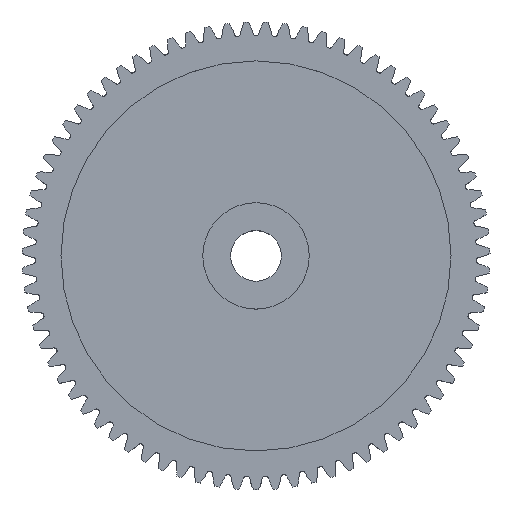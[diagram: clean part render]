
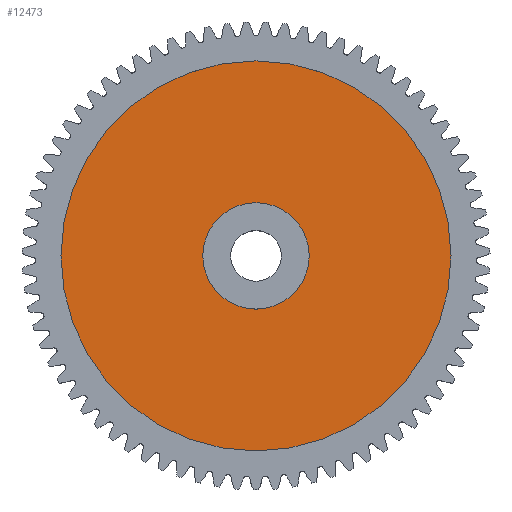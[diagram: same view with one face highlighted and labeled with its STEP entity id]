
A CAD part, top view. The second image highlights one B-rep face of the part: STEP entity #12473.
In plain terms, the highlighted planar face has unit normal (0, 0, 1).
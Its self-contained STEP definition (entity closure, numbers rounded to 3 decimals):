
#6632 = DIRECTION ( 'NONE',  ( -1., 0., 0. ) ) ;
#6633 = DIRECTION ( 'NONE',  ( 0., 0., -1. ) ) ;
#6634 = CARTESIAN_POINT ( 'NONE',  ( 0., 0., 7.75 ) ) ;
#6635 = AXIS2_PLACEMENT_3D ( 'NONE', #6634, #6633, #6632 ) ;
#6642 = CIRCLE ( 'NONE', #6635, 38.5 ) ;
#8104 = DIRECTION ( 'NONE',  ( -1., 0., 0. ) ) ;
#8105 = DIRECTION ( 'NONE',  ( 0., 0., -1. ) ) ;
#8106 = CARTESIAN_POINT ( 'NONE',  ( 0., 0., 7.75 ) ) ;
#8107 = DIRECTION ( 'NONE',  ( 0., 0., -1. ) ) ;
#8108 = CARTESIAN_POINT ( 'NONE',  ( 0., 0., 7.75 ) ) ;
#8109 = CIRCLE ( 'NONE', #8126, 10.5 ) ;
#8126 = AXIS2_PLACEMENT_3D ( 'NONE', #8106, #8105, #8104 ) ;
#8146 = DIRECTION ( 'NONE',  ( -1., 0., 0. ) ) ;
#8149 = AXIS2_PLACEMENT_3D ( 'NONE', #8108, #8107, #8146 ) ;
#8150 = FACE_OUTER_BOUND ( 'NONE', #12465, .T. ) ;
#8153 = FACE_BOUND ( 'NONE', #12461, .T. ) ;
#8158 = PLANE ( 'NONE',  #8149 ) ;
#11297 = CIRCLE ( 'NONE', #11347, 10.5 ) ;
#11313 = CARTESIAN_POINT ( 'NONE',  ( -10.5, 0., 7.75 ) ) ;
#11336 = CARTESIAN_POINT ( 'NONE',  ( -38.5, 0., 7.75 ) ) ;
#11341 = CARTESIAN_POINT ( 'NONE',  ( 38.5, 0., 7.75 ) ) ;
#11344 = DIRECTION ( 'NONE',  ( -1., 0., 0. ) ) ;
#11345 = DIRECTION ( 'NONE',  ( 0., 0., -1. ) ) ;
#11346 = CARTESIAN_POINT ( 'NONE',  ( 0., 0., 7.75 ) ) ;
#11347 = AXIS2_PLACEMENT_3D ( 'NONE', #11346, #11345, #11344 ) ;
#11647 = CARTESIAN_POINT ( 'NONE',  ( 10.5, 0., 7.75 ) ) ;
#11691 = DIRECTION ( 'NONE',  ( -1., 0., 0. ) ) ;
#11692 = DIRECTION ( 'NONE',  ( 0., 0., -1. ) ) ;
#11693 = CARTESIAN_POINT ( 'NONE',  ( 0., 0., 7.75 ) ) ;
#11694 = AXIS2_PLACEMENT_3D ( 'NONE', #11693, #11692, #11691 ) ;
#11706 = CIRCLE ( 'NONE', #11694, 38.5 ) ;
#12234 = EDGE_CURVE ( 'NONE', #16378, #16367, #6642, .T. ) ;
#12461 = EDGE_LOOP ( 'NONE', ( #12477, #12475 ) ) ;
#12463 = EDGE_CURVE ( 'NONE', #16411, #16366, #8109, .T. ) ;
#12465 = EDGE_LOOP ( 'NONE', ( #12478, #12481 ) ) ;
#12473 = ADVANCED_FACE ( 'NONE', ( #8153, #8150 ), #8158, .F. ) ;
#12475 = ORIENTED_EDGE ( 'NONE', *, *, #12463, .T. ) ;
#12477 = ORIENTED_EDGE ( 'NONE', *, *, #16365, .T. ) ;
#12478 = ORIENTED_EDGE ( 'NONE', *, *, #12234, .F. ) ;
#12481 = ORIENTED_EDGE ( 'NONE', *, *, #16437, .F. ) ;
#16365 = EDGE_CURVE ( 'NONE', #16366, #16411, #11297, .T. ) ;
#16366 = VERTEX_POINT ( 'NONE', #11313 ) ;
#16367 = VERTEX_POINT ( 'NONE', #11341 ) ;
#16378 = VERTEX_POINT ( 'NONE', #11336 ) ;
#16411 = VERTEX_POINT ( 'NONE', #11647 ) ;
#16437 = EDGE_CURVE ( 'NONE', #16367, #16378, #11706, .T. ) ;
